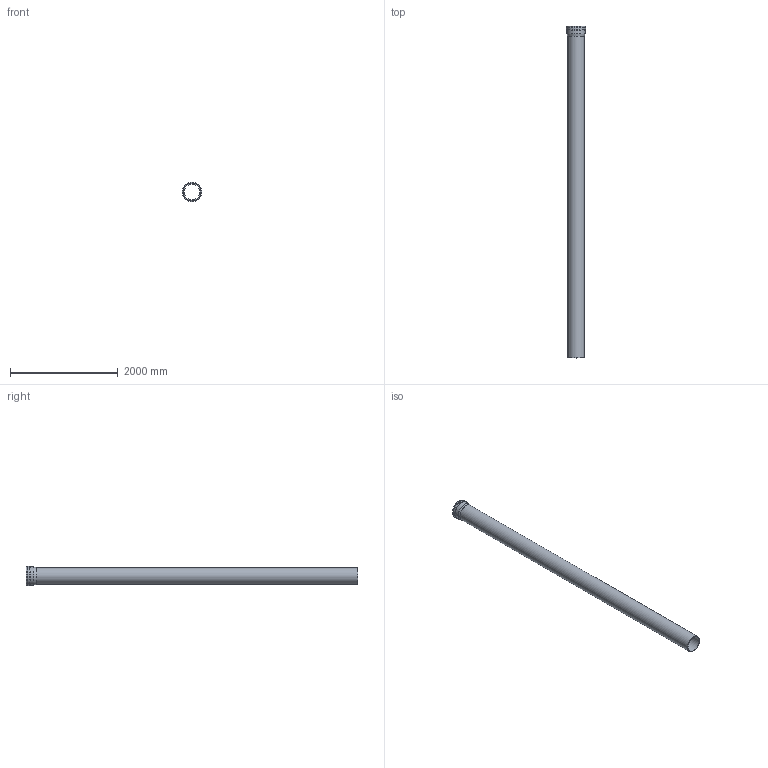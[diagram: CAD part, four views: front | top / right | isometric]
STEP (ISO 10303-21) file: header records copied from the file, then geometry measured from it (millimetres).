
FILE_DESCRIPTION(/* description */ (''),/* implementation_level */ '2;1');
FILE_NAME(/* name */ '731880z.stp',/* time_stamp */ '2024-09-26T09:58:54+02:00',/* author */ ('corinna'),/* organization */ (''),/* preprocessor_version */ 'ST-DEVELOPER v20',/* originating_system */ 'Autodesk Inventor 2024',/* authorisation */ '');
FILE_SCHEMA (('AUTOMOTIVE_DESIGN { 1 0 10303 214 3 1 1 }'));
Length unit declared in the file: millimetre
Products named in the file (1): 731880z
Bounding box: 362 x 6165 x 362 mm (x, y, z)
Volume: 59444838.8 mm3; surface area: 11912786.1 mm2
Topology: 1 solids, 1 shells, 36 faces, 87 edges, 56 vertices
Faces by surface type: torus 14, cylinder 9, cone 8, plane 5
Full cylindrical faces by diameter (mm): 295.3 x1, 315.3 x1, 317.1 x1, 317.5 x2, 337.1 x1, 337.5 x1, 343.2 x1, 362 x1
Entity records: 1140 total; most frequent: DIRECTION 231, CARTESIAN_POINT 180, ORIENTED_EDGE 174, AXIS2_PLACEMENT_3D 107, EDGE_CURVE 87, CIRCLE 70, VERTEX_POINT 56, EDGE_LOOP 41
